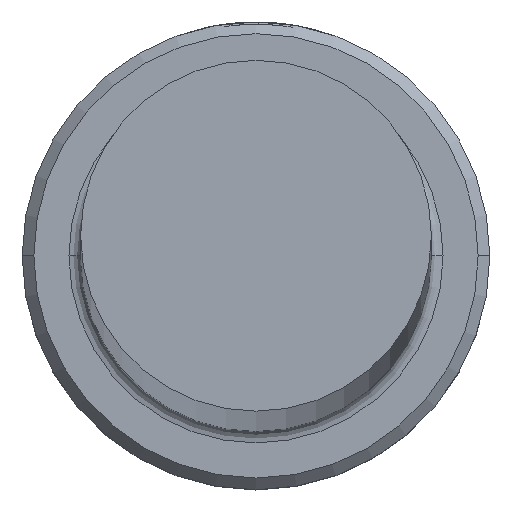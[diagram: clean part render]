
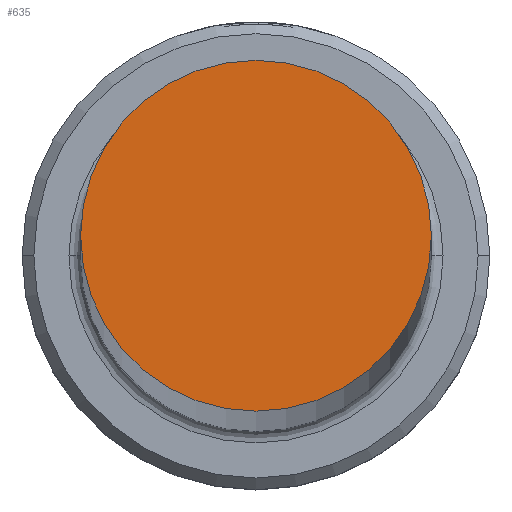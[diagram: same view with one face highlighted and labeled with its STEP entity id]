
A CAD part, top view. The second image highlights one B-rep face of the part: STEP entity #635.
In plain terms, the highlighted planar face has unit normal (0, 0, 1).
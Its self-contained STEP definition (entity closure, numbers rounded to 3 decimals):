
#34 = CARTESIAN_POINT ( 'NONE',  ( 0., 0., 500. ) ) ;
#136 = DIRECTION ( 'NONE',  ( 1., 0., 0. ) ) ;
#361 = FACE_OUTER_BOUND ( 'NONE', #990, .T. ) ;
#397 = PLANE ( 'NONE',  #904 ) ;
#398 = AXIS2_PLACEMENT_3D ( 'NONE', #1115, #582, #1194 ) ;
#405 = CIRCLE ( 'NONE', #908, 7.5 ) ;
#473 = VERTEX_POINT ( 'NONE', #482 ) ;
#482 = CARTESIAN_POINT ( 'NONE',  ( 7.5, 0., 500. ) ) ;
#495 = CARTESIAN_POINT ( 'NONE',  ( 0., 0., 500. ) ) ;
#517 = EDGE_CURVE ( 'NONE', #1024, #473, #614, .T. ) ;
#582 = DIRECTION ( 'NONE',  ( 0., 0., 1. ) ) ;
#587 = DIRECTION ( 'NONE',  ( 1., 0., 0. ) ) ;
#614 = CIRCLE ( 'NONE', #398, 7.5 ) ;
#635 = ADVANCED_FACE ( 'NONE', ( #361 ), #397, .T. ) ;
#714 = DIRECTION ( 'NONE',  ( 0., 0., 1. ) ) ;
#746 = ORIENTED_EDGE ( 'NONE', *, *, #517, .T. ) ;
#760 = EDGE_CURVE ( 'NONE', #473, #1024, #405, .T. ) ;
#776 = ORIENTED_EDGE ( 'NONE', *, *, #760, .T. ) ;
#904 = AXIS2_PLACEMENT_3D ( 'NONE', #495, #1118, #587 ) ;
#908 = AXIS2_PLACEMENT_3D ( 'NONE', #34, #714, #136 ) ;
#959 = CARTESIAN_POINT ( 'NONE',  ( -7.5, 0., 500. ) ) ;
#990 = EDGE_LOOP ( 'NONE', ( #746, #776 ) ) ;
#1024 = VERTEX_POINT ( 'NONE', #959 ) ;
#1115 = CARTESIAN_POINT ( 'NONE',  ( 0., 0., 500. ) ) ;
#1118 = DIRECTION ( 'NONE',  ( 0., 0., 1. ) ) ;
#1194 = DIRECTION ( 'NONE',  ( 1., 0., 0. ) ) ;
